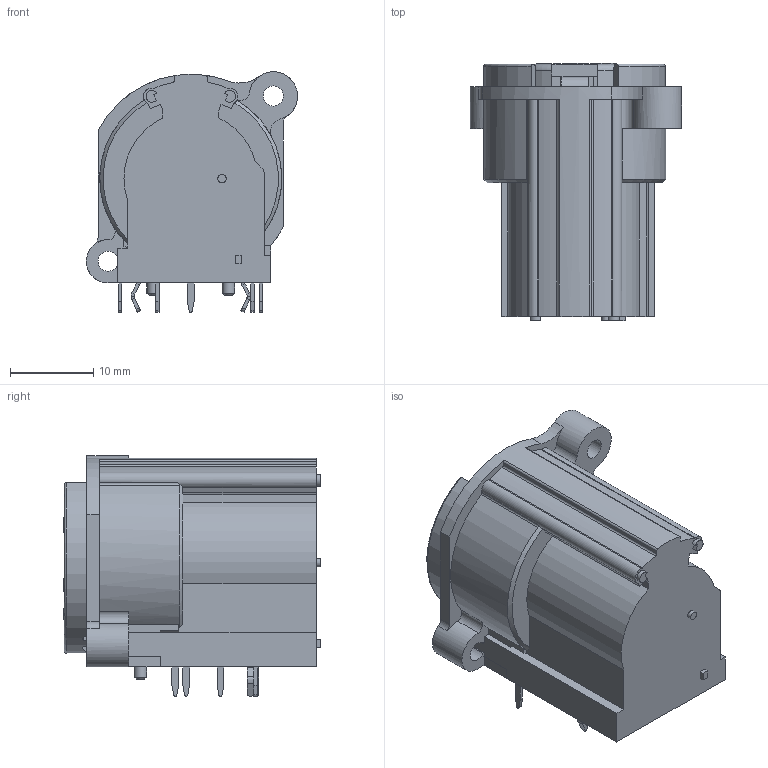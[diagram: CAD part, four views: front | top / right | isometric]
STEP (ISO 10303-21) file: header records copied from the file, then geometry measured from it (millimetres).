
FILE_DESCRIPTION(/* description */ (''),/* implementation_level */ '2;1');
FILE_NAME(/* name */ 'ACJC6AHL.stp',/* time_stamp */ '2026-03-31T14:37:51+11:00',/* author */ ('minh'),/* organization */ (''),/* preprocessor_version */ 'ST-DEVELOPER v19.2',/* originating_system */ 'Autodesk Inventor 2023',/* authorisation */ '');
FILE_SCHEMA (('AUTOMOTIVE_DESIGN { 1 0 10303 214 3 1 1 }'));
Length unit declared in the file: millimetre
Products named in the file (1): Part4
Bounding box: 25.3 x 30.79 x 28.8 mm (x, y, z)
Volume: 11448.4 mm3; surface area: 4326.5 mm2
Topology: 1 solids, 5 shells, 465 faces, 1220 edges, 799 vertices
Faces by surface type: plane 290, cylinder 84, bspline 69, cone 18, torus 4
Full cylindrical faces by diameter (mm): 1 x1, 1.5 x2, 2.4 x1
Entity records: 15325 total; most frequent: CARTESIAN_POINT 3626, ORIENTED_EDGE 2440, DIRECTION 2079, EDGE_CURVE 1220, LINE 845, VECTOR 845, VERTEX_POINT 799, AXIS2_PLACEMENT_3D 617
